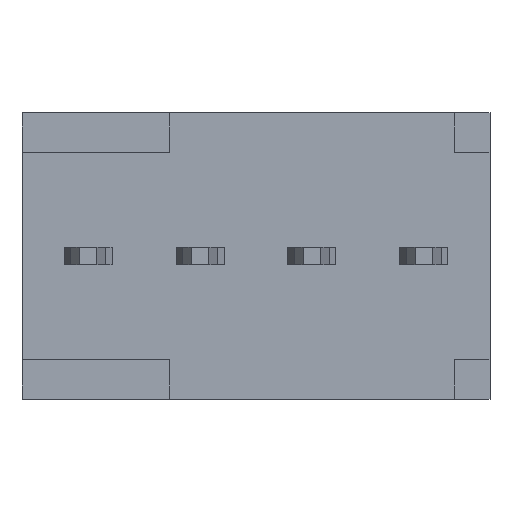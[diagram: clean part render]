
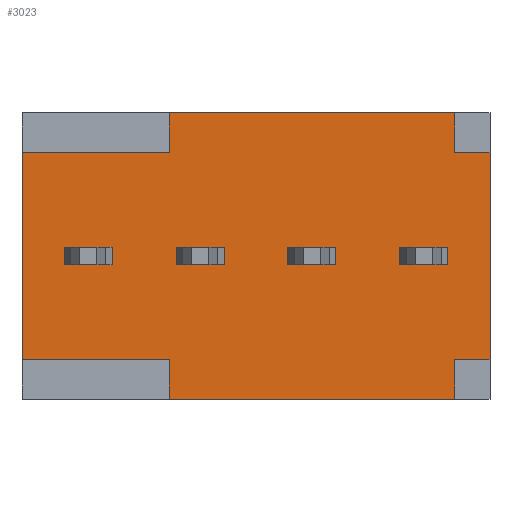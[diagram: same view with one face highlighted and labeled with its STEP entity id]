
A CAD part, front view. The second image highlights one B-rep face of the part: STEP entity #3023.
In plain terms, the highlighted planar face has unit normal (0, -1, 0).
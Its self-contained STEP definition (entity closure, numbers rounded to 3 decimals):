
#92=DIRECTION('',(0.,0.,1.));
#93=VECTOR('',#92,4.7);
#94=CARTESIAN_POINT('',(5.31,0.5,-2.35));
#95=LINE('',#94,#93);
#308=DIRECTION('',(-1.,0.,0.));
#309=VECTOR('',#308,6.48);
#310=CARTESIAN_POINT('',(4.51,0.5,-3.25));
#311=LINE('',#310,#309);
#572=DIRECTION('',(0.,0.,1.));
#573=VECTOR('',#572,4.7);
#574=CARTESIAN_POINT('',(-5.31,0.5,-2.35));
#575=LINE('',#574,#573);
#648=DIRECTION('',(-1.,0.,0.));
#649=VECTOR('',#648,6.48);
#650=CARTESIAN_POINT('',(4.51,0.5,3.25));
#651=LINE('',#650,#649);
#728=DIRECTION('',(0.,0.,-1.));
#729=VECTOR('',#728,0.9);
#730=CARTESIAN_POINT('',(4.51,0.5,3.25));
#731=LINE('',#730,#729);
#732=DIRECTION('',(-1.,0.,0.));
#733=VECTOR('',#732,0.8);
#734=CARTESIAN_POINT('',(5.31,0.5,-2.35));
#735=LINE('',#734,#733);
#736=DIRECTION('',(0.,0.,-1.));
#737=VECTOR('',#736,0.9);
#738=CARTESIAN_POINT('',(4.51,0.5,-2.35));
#739=LINE('',#738,#737);
#740=DIRECTION('',(-1.,0.,0.));
#741=VECTOR('',#740,3.34);
#742=CARTESIAN_POINT('',(-1.97,0.5,-2.35));
#743=LINE('',#742,#741);
#744=DIRECTION('',(1.,0.,0.));
#745=VECTOR('',#744,1.09);
#746=CARTESIAN_POINT('',(-4.355,0.5,-0.2));
#747=LINE('',#746,#745);
#748=DIRECTION('',(0.,0.,1.));
#749=VECTOR('',#748,0.4);
#750=CARTESIAN_POINT('',(-3.265,0.5,-0.2));
#751=LINE('',#750,#749);
#752=DIRECTION('',(1.,0.,0.));
#753=VECTOR('',#752,1.09);
#754=CARTESIAN_POINT('',(-4.355,0.5,0.2));
#755=LINE('',#754,#753);
#756=DIRECTION('',(0.,0.,1.));
#757=VECTOR('',#756,0.4);
#758=CARTESIAN_POINT('',(-4.355,0.5,-0.2));
#759=LINE('',#758,#757);
#760=DIRECTION('',(1.,0.,0.));
#761=VECTOR('',#760,1.09);
#762=CARTESIAN_POINT('',(-1.815,0.5,-0.2));
#763=LINE('',#762,#761);
#764=DIRECTION('',(0.,0.,1.));
#765=VECTOR('',#764,0.4);
#766=CARTESIAN_POINT('',(-0.725,0.5,-0.2));
#767=LINE('',#766,#765);
#768=DIRECTION('',(1.,0.,0.));
#769=VECTOR('',#768,1.09);
#770=CARTESIAN_POINT('',(-1.815,0.5,0.2));
#771=LINE('',#770,#769);
#772=DIRECTION('',(0.,0.,1.));
#773=VECTOR('',#772,0.4);
#774=CARTESIAN_POINT('',(-1.815,0.5,-0.2));
#775=LINE('',#774,#773);
#776=DIRECTION('',(1.,0.,0.));
#777=VECTOR('',#776,1.09);
#778=CARTESIAN_POINT('',(0.725,0.5,-0.2));
#779=LINE('',#778,#777);
#780=DIRECTION('',(0.,0.,1.));
#781=VECTOR('',#780,0.4);
#782=CARTESIAN_POINT('',(1.815,0.5,-0.2));
#783=LINE('',#782,#781);
#784=DIRECTION('',(1.,0.,0.));
#785=VECTOR('',#784,1.09);
#786=CARTESIAN_POINT('',(0.725,0.5,0.2));
#787=LINE('',#786,#785);
#788=DIRECTION('',(0.,0.,1.));
#789=VECTOR('',#788,0.4);
#790=CARTESIAN_POINT('',(0.725,0.5,-0.2));
#791=LINE('',#790,#789);
#792=DIRECTION('',(1.,0.,0.));
#793=VECTOR('',#792,1.09);
#794=CARTESIAN_POINT('',(3.265,0.5,-0.2));
#795=LINE('',#794,#793);
#796=DIRECTION('',(0.,0.,1.));
#797=VECTOR('',#796,0.4);
#798=CARTESIAN_POINT('',(4.355,0.5,-0.2));
#799=LINE('',#798,#797);
#800=DIRECTION('',(1.,0.,0.));
#801=VECTOR('',#800,1.09);
#802=CARTESIAN_POINT('',(3.265,0.5,0.2));
#803=LINE('',#802,#801);
#804=DIRECTION('',(0.,0.,1.));
#805=VECTOR('',#804,0.4);
#806=CARTESIAN_POINT('',(3.265,0.5,-0.2));
#807=LINE('',#806,#805);
#812=DIRECTION('',(-1.,0.,0.));
#813=VECTOR('',#812,0.8);
#814=CARTESIAN_POINT('',(5.31,0.5,2.35));
#815=LINE('',#814,#813);
#820=DIRECTION('',(-1.,0.,0.));
#821=VECTOR('',#820,3.34);
#822=CARTESIAN_POINT('',(-1.97,0.5,2.35));
#823=LINE('',#822,#821);
#840=DIRECTION('',(0.,0.,-1.));
#841=VECTOR('',#840,0.9);
#842=CARTESIAN_POINT('',(-1.97,0.5,-2.35));
#843=LINE('',#842,#841);
#844=DIRECTION('',(0.,0.,-1.));
#845=VECTOR('',#844,0.9);
#846=CARTESIAN_POINT('',(-1.97,0.5,3.25));
#847=LINE('',#846,#845);
#1618=CARTESIAN_POINT('',(5.31,0.5,-2.35));
#1619=VERTEX_POINT('',#1618);
#1620=CARTESIAN_POINT('',(5.31,0.5,2.35));
#1621=VERTEX_POINT('',#1620);
#1642=CARTESIAN_POINT('',(-5.31,0.5,-2.35));
#1643=VERTEX_POINT('',#1642);
#1644=CARTESIAN_POINT('',(-5.31,0.5,2.35));
#1645=VERTEX_POINT('',#1644);
#1657=CARTESIAN_POINT('',(4.51,0.5,-3.25));
#1659=VERTEX_POINT('',#1657);
#1660=CARTESIAN_POINT('',(-1.97,0.5,-3.25));
#1661=VERTEX_POINT('',#1660);
#1668=CARTESIAN_POINT('',(4.51,0.5,-2.35));
#1669=VERTEX_POINT('',#1668);
#1670=CARTESIAN_POINT('',(-1.97,0.5,-2.35));
#1671=VERTEX_POINT('',#1670);
#1672=CARTESIAN_POINT('',(4.51,0.5,2.35));
#1674=VERTEX_POINT('',#1672);
#1676=CARTESIAN_POINT('',(-1.97,0.5,2.35));
#1678=VERTEX_POINT('',#1676);
#1684=CARTESIAN_POINT('',(4.51,0.5,3.25));
#1685=VERTEX_POINT('',#1684);
#1686=CARTESIAN_POINT('',(-1.97,0.5,3.25));
#1687=VERTEX_POINT('',#1686);
#1832=CARTESIAN_POINT('',(-4.355,0.5,-0.2));
#1833=CARTESIAN_POINT('',(-3.265,0.5,-0.2));
#1834=VERTEX_POINT('',#1832);
#1835=VERTEX_POINT('',#1833);
#1836=CARTESIAN_POINT('',(-4.355,0.5,0.2));
#1837=CARTESIAN_POINT('',(-3.265,0.5,0.2));
#1838=VERTEX_POINT('',#1836);
#1839=VERTEX_POINT('',#1837);
#1864=CARTESIAN_POINT('',(-1.815,0.5,-0.2));
#1865=CARTESIAN_POINT('',(-0.725,0.5,-0.2));
#1866=VERTEX_POINT('',#1864);
#1867=VERTEX_POINT('',#1865);
#1868=CARTESIAN_POINT('',(-1.815,0.5,0.2));
#1869=CARTESIAN_POINT('',(-0.725,0.5,0.2));
#1870=VERTEX_POINT('',#1868);
#1871=VERTEX_POINT('',#1869);
#1896=CARTESIAN_POINT('',(0.725,0.5,-0.2));
#1897=CARTESIAN_POINT('',(1.815,0.5,-0.2));
#1898=VERTEX_POINT('',#1896);
#1899=VERTEX_POINT('',#1897);
#1900=CARTESIAN_POINT('',(0.725,0.5,0.2));
#1901=CARTESIAN_POINT('',(1.815,0.5,0.2));
#1902=VERTEX_POINT('',#1900);
#1903=VERTEX_POINT('',#1901);
#2064=CARTESIAN_POINT('',(3.265,0.5,-0.2));
#2065=CARTESIAN_POINT('',(4.355,0.5,-0.2));
#2066=VERTEX_POINT('',#2064);
#2067=VERTEX_POINT('',#2065);
#2068=CARTESIAN_POINT('',(3.265,0.5,0.2));
#2069=CARTESIAN_POINT('',(4.355,0.5,0.2));
#2070=VERTEX_POINT('',#2068);
#2071=VERTEX_POINT('',#2069);
#2958=CARTESIAN_POINT('',(5.31,0.5,-2.35));
#2959=DIRECTION('',(0.,-1.,0.));
#2960=DIRECTION('',(0.,0.,1.));
#2961=AXIS2_PLACEMENT_3D('',#2958,#2959,#2960);
#2962=PLANE('',#2961);
#2964=ORIENTED_EDGE('',*,*,#2963,.F.);
#2966=ORIENTED_EDGE('',*,*,#2965,.F.);
#2967=ORIENTED_EDGE('',*,*,#2874,.F.);
#2968=ORIENTED_EDGE('',*,*,#2950,.T.);
#2970=ORIENTED_EDGE('',*,*,#2969,.F.);
#2971=ORIENTED_EDGE('',*,*,#2119,.F.);
#2973=ORIENTED_EDGE('',*,*,#2972,.T.);
#2974=ORIENTED_EDGE('',*,*,#2934,.T.);
#2975=ORIENTED_EDGE('',*,*,#2338,.T.);
#2977=ORIENTED_EDGE('',*,*,#2976,.F.);
#2979=ORIENTED_EDGE('',*,*,#2978,.T.);
#2980=ORIENTED_EDGE('',*,*,#2793,.T.);
#2981=EDGE_LOOP('',(#2964,#2966,#2967,#2968,#2970,#2971,#2973,#2974,#2975,#2977,
#2979,#2980));
#2982=FACE_OUTER_BOUND('',#2981,.F.);
#2984=ORIENTED_EDGE('',*,*,#2983,.T.);
#2986=ORIENTED_EDGE('',*,*,#2985,.T.);
#2988=ORIENTED_EDGE('',*,*,#2987,.F.);
#2990=ORIENTED_EDGE('',*,*,#2989,.F.);
#2991=EDGE_LOOP('',(#2984,#2986,#2988,#2990));
#2992=FACE_BOUND('',#2991,.F.);
#2994=ORIENTED_EDGE('',*,*,#2993,.T.);
#2996=ORIENTED_EDGE('',*,*,#2995,.T.);
#2998=ORIENTED_EDGE('',*,*,#2997,.F.);
#3000=ORIENTED_EDGE('',*,*,#2999,.F.);
#3001=EDGE_LOOP('',(#2994,#2996,#2998,#3000));
#3002=FACE_BOUND('',#3001,.F.);
#3004=ORIENTED_EDGE('',*,*,#3003,.T.);
#3006=ORIENTED_EDGE('',*,*,#3005,.T.);
#3008=ORIENTED_EDGE('',*,*,#3007,.F.);
#3010=ORIENTED_EDGE('',*,*,#3009,.F.);
#3011=EDGE_LOOP('',(#3004,#3006,#3008,#3010));
#3012=FACE_BOUND('',#3011,.F.);
#3014=ORIENTED_EDGE('',*,*,#3013,.T.);
#3016=ORIENTED_EDGE('',*,*,#3015,.T.);
#3018=ORIENTED_EDGE('',*,*,#3017,.F.);
#3020=ORIENTED_EDGE('',*,*,#3019,.F.);
#3021=EDGE_LOOP('',(#3014,#3016,#3018,#3020));
#3022=FACE_BOUND('',#3021,.F.);
#3023=ADVANCED_FACE('',(#2982,#2992,#3002,#3012,#3022),#2962,.T.);
#2119=EDGE_CURVE('',#1619,#1621,#95,.T.);
#2338=EDGE_CURVE('',#1659,#1661,#311,.T.);
#2793=EDGE_CURVE('',#1643,#1645,#575,.T.);
#2874=EDGE_CURVE('',#1685,#1687,#651,.T.);
#2934=EDGE_CURVE('',#1669,#1659,#739,.T.);
#2950=EDGE_CURVE('',#1685,#1674,#731,.T.);
#2963=EDGE_CURVE('',#1678,#1645,#823,.T.);
#2965=EDGE_CURVE('',#1687,#1678,#847,.T.);
#2969=EDGE_CURVE('',#1621,#1674,#815,.T.);
#2972=EDGE_CURVE('',#1619,#1669,#735,.T.);
#2976=EDGE_CURVE('',#1671,#1661,#843,.T.);
#2978=EDGE_CURVE('',#1671,#1643,#743,.T.);
#2983=EDGE_CURVE('',#1834,#1835,#747,.T.);
#2985=EDGE_CURVE('',#1835,#1839,#751,.T.);
#2987=EDGE_CURVE('',#1838,#1839,#755,.T.);
#2989=EDGE_CURVE('',#1834,#1838,#759,.T.);
#2993=EDGE_CURVE('',#1866,#1867,#763,.T.);
#2995=EDGE_CURVE('',#1867,#1871,#767,.T.);
#2997=EDGE_CURVE('',#1870,#1871,#771,.T.);
#2999=EDGE_CURVE('',#1866,#1870,#775,.T.);
#3003=EDGE_CURVE('',#1898,#1899,#779,.T.);
#3005=EDGE_CURVE('',#1899,#1903,#783,.T.);
#3007=EDGE_CURVE('',#1902,#1903,#787,.T.);
#3009=EDGE_CURVE('',#1898,#1902,#791,.T.);
#3013=EDGE_CURVE('',#2066,#2067,#795,.T.);
#3015=EDGE_CURVE('',#2067,#2071,#799,.T.);
#3017=EDGE_CURVE('',#2070,#2071,#803,.T.);
#3019=EDGE_CURVE('',#2066,#2070,#807,.T.);
